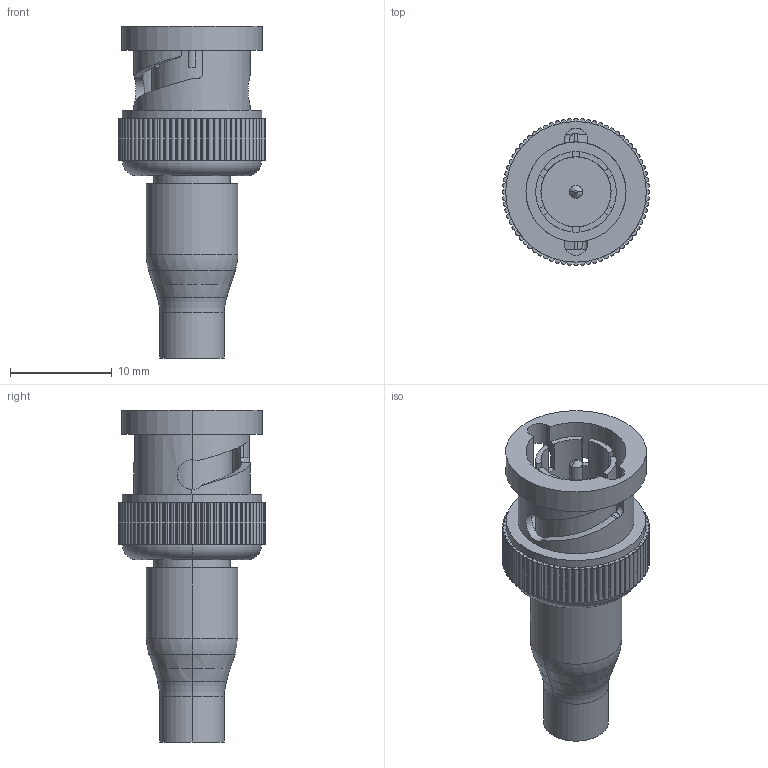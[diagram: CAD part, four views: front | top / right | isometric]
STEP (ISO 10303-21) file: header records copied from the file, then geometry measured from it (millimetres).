
FILE_DESCRIPTION (( 'STEP AP203' ), '1' );
FILE_NAME ('BAC031.STEP', '2006-06-30T19:29:21', ( ' ' ), ( ' ' ), 'SwSTEP 2.0', 'SolidWorks 2005354', '' );
FILE_SCHEMA (( 'CONFIG_CONTROL_DESIGN' ));
Length unit declared in the file: inch
Products named in the file (3): BAC031-MA1; BAC031; BAC031_with flange
Assembly tree (2 placements, depth 2):
  BAC031
    BAC031-MA1
    BAC031_with flange
Bounding box: 14.48 x 14.48 x 32.69 mm (x, y, z)
Volume: 1913.9 mm3; surface area: 2872.1 mm2
Topology: 2 solids, 2 shells, 367 faces, 1027 edges, 676 vertices
Faces by surface type: plane 190, cylinder 153, torus 10, bspline 8, cone 6
Entity records: 12954 total; most frequent: CARTESIAN_POINT 2993, ORIENTED_EDGE 2054, DIRECTION 2039, EDGE_CURVE 1027, AXIS2_PLACEMENT_3D 698, VERTEX_POINT 676, LINE 643, VECTOR 643
